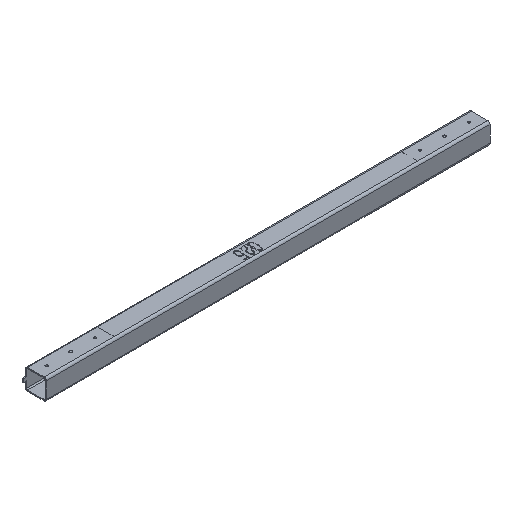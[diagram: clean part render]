
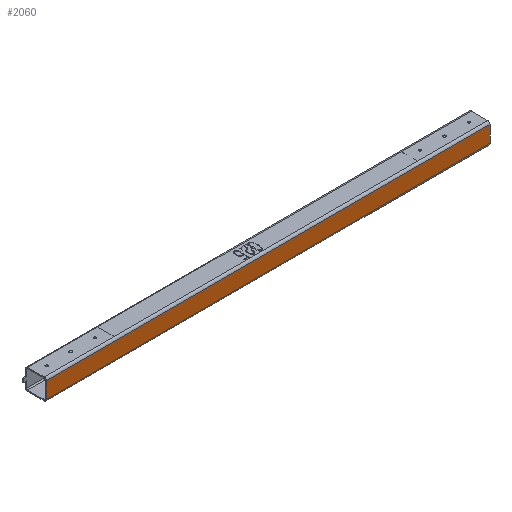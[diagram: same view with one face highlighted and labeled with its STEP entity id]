
A CAD part, isometric view. The second image highlights one B-rep face of the part: STEP entity #2060.
In plain terms, the highlighted planar face has unit normal (0, -1, 0).
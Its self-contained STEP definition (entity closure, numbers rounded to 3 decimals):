
#256 = CARTESIAN_POINT ( 'NONE',  ( 1320., -30., -23.6 ) ) ;
#298 = CARTESIAN_POINT ( 'NONE',  ( 1320., -30., 23.6 ) ) ;
#655 = ORIENTED_EDGE ( 'NONE', *, *, #5032, .F. ) ;
#1074 = EDGE_CURVE ( 'NONE', #2221, #6361, #5620, .T. ) ;
#2060 = ADVANCED_FACE ( 'NONE', ( #5412 ), #5322, .F. ) ;
#2163 = CARTESIAN_POINT ( 'NONE',  ( 1290., -30., 23.6 ) ) ;
#2221 = VERTEX_POINT ( 'NONE', #4651 ) ;
#2229 = VECTOR ( 'NONE', #5416, 1000. ) ;
#2786 = DIRECTION ( 'NONE',  ( 0., 1., 0. ) ) ;
#3203 = EDGE_CURVE ( 'NONE', #6062, #7299, #4110, .T. ) ;
#3430 = LINE ( 'NONE', #5993, #4346 ) ;
#3862 = ORIENTED_EDGE ( 'NONE', *, *, #3203, .F. ) ;
#4110 = LINE ( 'NONE', #2163, #4808 ) ;
#4346 = VECTOR ( 'NONE', #7729, 1000. ) ;
#4651 = CARTESIAN_POINT ( 'NONE',  ( 10., -30., -23.6 ) ) ;
#4808 = VECTOR ( 'NONE', #7847, 1000. ) ;
#5032 = EDGE_CURVE ( 'NONE', #6361, #6062, #5999, .T. ) ;
#5072 = CARTESIAN_POINT ( 'NONE',  ( 10., -30., -23.6 ) ) ;
#5322 = PLANE ( 'NONE',  #7004 ) ;
#5412 = FACE_OUTER_BOUND ( 'NONE', #6105, .T. ) ;
#5416 = DIRECTION ( 'NONE',  ( 1., 0., 0. ) ) ;
#5620 = LINE ( 'NONE', #5072, #7151 ) ;
#5926 = CARTESIAN_POINT ( 'NONE',  ( 1290., -30., -23.6 ) ) ;
#5993 = CARTESIAN_POINT ( 'NONE',  ( 1320., -30., -23.6 ) ) ;
#5999 = LINE ( 'NONE', #298, #2229 ) ;
#6062 = VERTEX_POINT ( 'NONE', #7516 ) ;
#6105 = EDGE_LOOP ( 'NONE', ( #655, #7273, #6663, #3862 ) ) ;
#6280 = EDGE_CURVE ( 'NONE', #7299, #2221, #3430, .T. ) ;
#6361 = VERTEX_POINT ( 'NONE', #7380 ) ;
#6663 = ORIENTED_EDGE ( 'NONE', *, *, #6280, .F. ) ;
#7004 = AXIS2_PLACEMENT_3D ( 'NONE', #256, #2786, #7264 ) ;
#7151 = VECTOR ( 'NONE', #8179, 1000. ) ;
#7264 = DIRECTION ( 'NONE',  ( 1., 0., 0. ) ) ;
#7273 = ORIENTED_EDGE ( 'NONE', *, *, #1074, .F. ) ;
#7299 = VERTEX_POINT ( 'NONE', #5926 ) ;
#7380 = CARTESIAN_POINT ( 'NONE',  ( 10., -30., 23.6 ) ) ;
#7516 = CARTESIAN_POINT ( 'NONE',  ( 1290., -30., 23.6 ) ) ;
#7729 = DIRECTION ( 'NONE',  ( -1., 0., 0. ) ) ;
#7847 = DIRECTION ( 'NONE',  ( 0., 0., -1. ) ) ;
#8179 = DIRECTION ( 'NONE',  ( 0., 0., 1. ) ) ;
